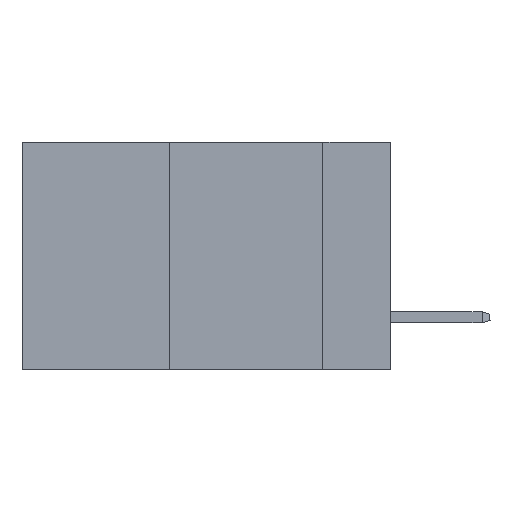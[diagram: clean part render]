
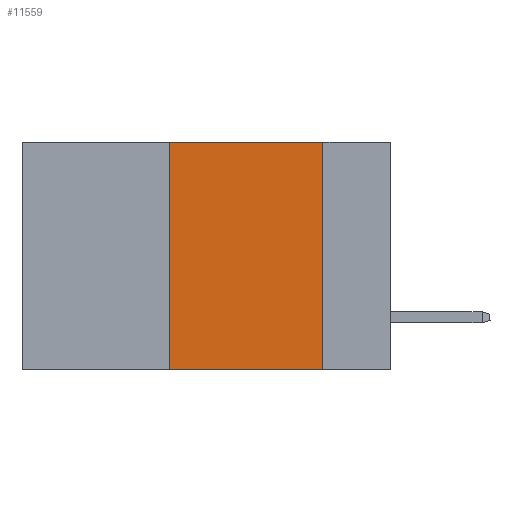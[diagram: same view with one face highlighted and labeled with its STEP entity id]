
A CAD part, left-side view. The second image highlights one B-rep face of the part: STEP entity #11559.
In plain terms, the highlighted planar face has unit normal (-1, 0, 0).
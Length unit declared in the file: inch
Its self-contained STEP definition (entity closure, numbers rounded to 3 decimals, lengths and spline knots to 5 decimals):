
#91 = EDGE_CURVE ( 'NONE', #9775, #5223, #27133, .T. ) ;
#1492 = DIRECTION ( 'NONE',  ( 0., 0., 1. ) ) ;
#2163 = CARTESIAN_POINT ( 'NONE',  ( 0., 0.36, -0.37 ) ) ;
#2324 = VECTOR ( 'NONE', #1492, 39.37008 ) ;
#2557 = DIRECTION ( 'NONE',  ( 0., -1., 0. ) ) ;
#3745 = VERTEX_POINT ( 'NONE', #19277 ) ;
#4939 = LINE ( 'NONE', #23556, #27387 ) ;
#5223 = VERTEX_POINT ( 'NONE', #5691 ) ;
#5691 = CARTESIAN_POINT ( 'NONE',  ( 0., 0.36, 0. ) ) ;
#6093 = EDGE_CURVE ( 'NONE', #5223, #3745, #15219, .T. ) ;
#6678 = VERTEX_POINT ( 'NONE', #15730 ) ;
#8052 = DIRECTION ( 'NONE',  ( 0., 0., -1. ) ) ;
#8661 = CARTESIAN_POINT ( 'NONE',  ( 0., 0.36, 0. ) ) ;
#9703 = ORIENTED_EDGE ( 'NONE', *, *, #91, .F. ) ;
#9775 = VERTEX_POINT ( 'NONE', #2163 ) ;
#9932 = DIRECTION ( 'NONE',  ( 0., -1., 0. ) ) ;
#10026 = CARTESIAN_POINT ( 'NONE',  ( 0., 0.6, 0. ) ) ;
#10478 = DIRECTION ( 'NONE',  ( 0., 0., -1. ) ) ;
#10976 = ORIENTED_EDGE ( 'NONE', *, *, #24583, .T. ) ;
#11559 = ADVANCED_FACE ( 'NONE', ( #24837 ), #28024, .F. ) ;
#11843 = EDGE_LOOP ( 'NONE', ( #15915, #27128, #9703, #10976 ) ) ;
#15219 = LINE ( 'NONE', #10026, #25064 ) ;
#15730 = CARTESIAN_POINT ( 'NONE',  ( 0., 0.11, -0.37 ) ) ;
#15915 = ORIENTED_EDGE ( 'NONE', *, *, #25972, .F. ) ;
#19012 = LINE ( 'NONE', #21094, #26104 ) ;
#19277 = CARTESIAN_POINT ( 'NONE',  ( 0., 0.11, 0. ) ) ;
#21094 = CARTESIAN_POINT ( 'NONE',  ( 0., 0.11, 0. ) ) ;
#21818 = AXIS2_PLACEMENT_3D ( 'NONE', #23499, #26310, #10478 ) ;
#23499 = CARTESIAN_POINT ( 'NONE',  ( 0., 0.6, 0. ) ) ;
#23556 = CARTESIAN_POINT ( 'NONE',  ( 0., 0.6, -0.37 ) ) ;
#24583 = EDGE_CURVE ( 'NONE', #9775, #6678, #4939, .T. ) ;
#24837 = FACE_OUTER_BOUND ( 'NONE', #11843, .T. ) ;
#25064 = VECTOR ( 'NONE', #9932, 39.37008 ) ;
#25972 = EDGE_CURVE ( 'NONE', #3745, #6678, #19012, .T. ) ;
#26104 = VECTOR ( 'NONE', #8052, 39.37008 ) ;
#26310 = DIRECTION ( 'NONE',  ( 1., 0., 0. ) ) ;
#27128 = ORIENTED_EDGE ( 'NONE', *, *, #6093, .F. ) ;
#27133 = LINE ( 'NONE', #8661, #2324 ) ;
#27387 = VECTOR ( 'NONE', #2557, 39.37008 ) ;
#28024 = PLANE ( 'NONE',  #21818 ) ;
